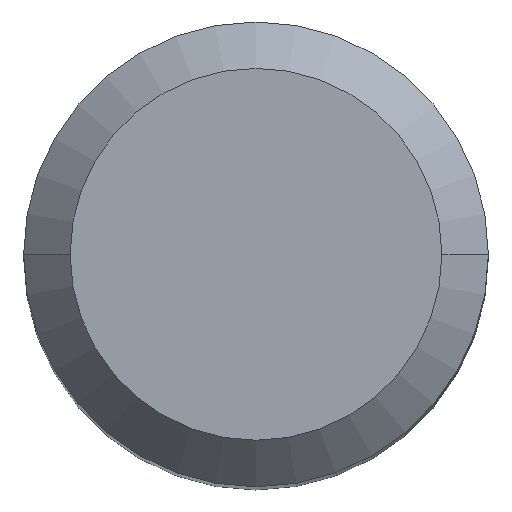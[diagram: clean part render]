
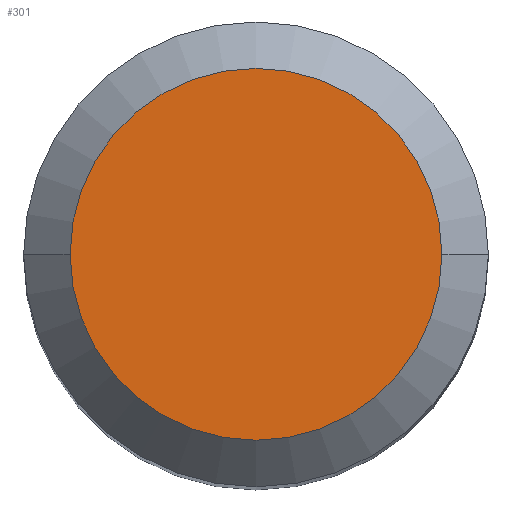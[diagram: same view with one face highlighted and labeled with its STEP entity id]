
A CAD part, top view. The second image highlights one B-rep face of the part: STEP entity #301.
In plain terms, the highlighted planar face has unit normal (0, 0, 1).
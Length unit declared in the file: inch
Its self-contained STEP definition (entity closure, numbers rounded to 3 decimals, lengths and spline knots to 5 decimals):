
#29 = VERTEX_POINT ( 'NONE', #478 ) ;
#34 = DIRECTION ( 'NONE',  ( 1., 0., 0. ) ) ;
#35 = VERTEX_POINT ( 'NONE', #400 ) ;
#53 = CIRCLE ( 'NONE', #401, 0.15748 ) ;
#57 = DIRECTION ( 'NONE',  ( 1., 0., 0. ) ) ;
#77 = ORIENTED_EDGE ( 'NONE', *, *, #94, .T. ) ;
#94 = EDGE_CURVE ( 'NONE', #35, #29, #431, .T. ) ;
#138 = CARTESIAN_POINT ( 'NONE',  ( 0., 0., 0. ) ) ;
#147 = CARTESIAN_POINT ( 'NONE',  ( 0., 0., 0. ) ) ;
#153 = PLANE ( 'NONE',  #304 ) ;
#191 = EDGE_CURVE ( 'NONE', #29, #35, #53, .T. ) ;
#287 = DIRECTION ( 'NONE',  ( 0., 0., 1. ) ) ;
#300 = CARTESIAN_POINT ( 'NONE',  ( 0., 0., 0. ) ) ;
#301 = ADVANCED_FACE ( 'NONE', ( #337 ), #153, .F. ) ;
#304 = AXIS2_PLACEMENT_3D ( 'NONE', #300, #485, #413 ) ;
#305 = DIRECTION ( 'NONE',  ( 0., 0., 1. ) ) ;
#317 = ORIENTED_EDGE ( 'NONE', *, *, #191, .T. ) ;
#337 = FACE_OUTER_BOUND ( 'NONE', #370, .T. ) ;
#370 = EDGE_LOOP ( 'NONE', ( #317, #77 ) ) ;
#400 = CARTESIAN_POINT ( 'NONE',  ( 0.15748, 0., 0. ) ) ;
#401 = AXIS2_PLACEMENT_3D ( 'NONE', #147, #305, #34 ) ;
#407 = AXIS2_PLACEMENT_3D ( 'NONE', #138, #287, #57 ) ;
#413 = DIRECTION ( 'NONE',  ( -1., 0., 0. ) ) ;
#431 = CIRCLE ( 'NONE', #407, 0.15748 ) ;
#478 = CARTESIAN_POINT ( 'NONE',  ( -0.15748, 0., 0. ) ) ;
#485 = DIRECTION ( 'NONE',  ( 0., 0., -1. ) ) ;
